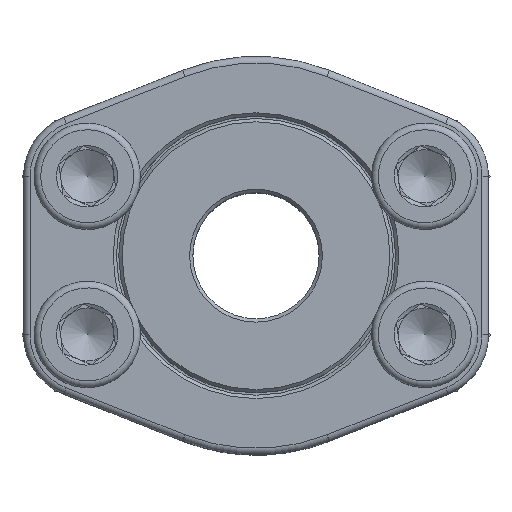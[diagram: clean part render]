
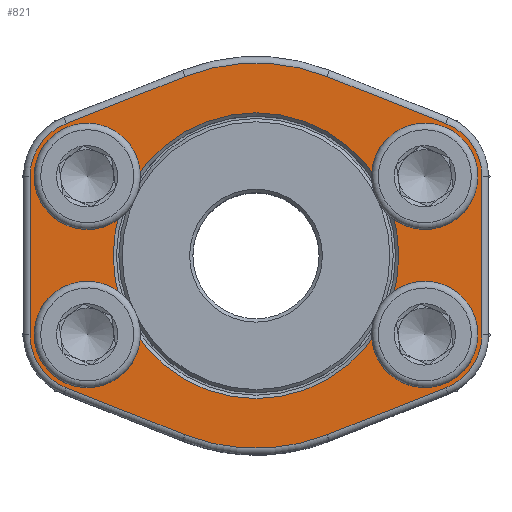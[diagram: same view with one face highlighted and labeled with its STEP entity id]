
A CAD part, top view. The second image highlights one B-rep face of the part: STEP entity #821.
In plain terms, the highlighted face is planar.
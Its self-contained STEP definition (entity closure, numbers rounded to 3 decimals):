
#428=LINE('',#3889,#488);
#429=LINE('',#3894,#489);
#430=LINE('',#3898,#490);
#431=LINE('',#3902,#491);
#432=LINE('',#3906,#492);
#433=LINE('',#3910,#493);
#488=VECTOR('',#3003,1.);
#489=VECTOR('',#3006,1.);
#490=VECTOR('',#3009,1.);
#491=VECTOR('',#3012,1.);
#492=VECTOR('',#3015,1.);
#493=VECTOR('',#3018,1.);
#685=FACE_BOUND('',#1121,.T.);
#686=FACE_BOUND('',#1122,.T.);
#687=FACE_BOUND('',#1123,.T.);
#688=FACE_BOUND('',#1124,.T.);
#689=FACE_BOUND('',#1125,.T.);
#690=FACE_BOUND('',#1126,.T.);
#821=ADVANCED_FACE('',(#685,#686,#687,#688,#689,#690),#935,.T.);
#935=PLANE('',#2526);
#1121=EDGE_LOOP('',(#1500,#1501,#1502,#1503,#1504,#1505,#1506,#1507,#1508,
#1509,#1510,#1511));
#1122=EDGE_LOOP('',(#1512));
#1123=EDGE_LOOP('',(#1513));
#1124=EDGE_LOOP('',(#1514));
#1125=EDGE_LOOP('',(#1515));
#1126=EDGE_LOOP('',(#1516));
#1500=ORIENTED_EDGE('',*,*,#2116,.T.);
#1501=ORIENTED_EDGE('',*,*,#2117,.T.);
#1502=ORIENTED_EDGE('',*,*,#2118,.T.);
#1503=ORIENTED_EDGE('',*,*,#2119,.T.);
#1504=ORIENTED_EDGE('',*,*,#2120,.T.);
#1505=ORIENTED_EDGE('',*,*,#2121,.T.);
#1506=ORIENTED_EDGE('',*,*,#2122,.T.);
#1507=ORIENTED_EDGE('',*,*,#2123,.T.);
#1508=ORIENTED_EDGE('',*,*,#2124,.T.);
#1509=ORIENTED_EDGE('',*,*,#2125,.T.);
#1510=ORIENTED_EDGE('',*,*,#2126,.T.);
#1511=ORIENTED_EDGE('',*,*,#2127,.T.);
#1512=ORIENTED_EDGE('',*,*,#2128,.T.);
#1513=ORIENTED_EDGE('',*,*,#2129,.T.);
#1514=ORIENTED_EDGE('',*,*,#2130,.T.);
#1515=ORIENTED_EDGE('',*,*,#2131,.T.);
#1516=ORIENTED_EDGE('',*,*,#2132,.T.);
#1898=VERTEX_POINT('',#3890);
#1899=VERTEX_POINT('',#3891);
#1900=VERTEX_POINT('',#3893);
#1901=VERTEX_POINT('',#3895);
#1902=VERTEX_POINT('',#3897);
#1903=VERTEX_POINT('',#3899);
#1904=VERTEX_POINT('',#3901);
#1905=VERTEX_POINT('',#3903);
#1906=VERTEX_POINT('',#3905);
#1907=VERTEX_POINT('',#3907);
#1908=VERTEX_POINT('',#3909);
#1909=VERTEX_POINT('',#3911);
#1910=VERTEX_POINT('',#3914);
#1911=VERTEX_POINT('',#3916);
#1912=VERTEX_POINT('',#3918);
#1913=VERTEX_POINT('',#3920);
#1914=VERTEX_POINT('',#3922);
#2116=EDGE_CURVE('',#1898,#1899,#428,.T.);
#2117=EDGE_CURVE('',#1899,#1900,#2294,.T.);
#2118=EDGE_CURVE('',#1900,#1901,#429,.T.);
#2119=EDGE_CURVE('',#1901,#1902,#2295,.T.);
#2120=EDGE_CURVE('',#1902,#1903,#430,.T.);
#2121=EDGE_CURVE('',#1903,#1904,#2296,.T.);
#2122=EDGE_CURVE('',#1904,#1905,#431,.T.);
#2123=EDGE_CURVE('',#1905,#1906,#2297,.T.);
#2124=EDGE_CURVE('',#1906,#1907,#432,.T.);
#2125=EDGE_CURVE('',#1907,#1908,#2298,.T.);
#2126=EDGE_CURVE('',#1908,#1909,#433,.T.);
#2127=EDGE_CURVE('',#1909,#1898,#2299,.T.);
#2128=EDGE_CURVE('',#1910,#1910,#2300,.T.);
#2129=EDGE_CURVE('',#1911,#1911,#2301,.T.);
#2130=EDGE_CURVE('',#1912,#1912,#2302,.T.);
#2131=EDGE_CURVE('',#1913,#1913,#2303,.T.);
#2132=EDGE_CURVE('',#1914,#1914,#2304,.T.);
#2294=CIRCLE('',#2515,8.6);
#2295=CIRCLE('',#2516,8.6);
#2296=CIRCLE('',#2517,29.);
#2297=CIRCLE('',#2518,8.6);
#2298=CIRCLE('',#2519,8.6);
#2299=CIRCLE('',#2520,29.);
#2300=CIRCLE('',#2521,21.5);
#2301=CIRCLE('',#2522,5.85);
#2302=CIRCLE('',#2523,5.85);
#2303=CIRCLE('',#2524,5.85);
#2304=CIRCLE('',#2525,5.85);
#2515=AXIS2_PLACEMENT_3D('',#3892,#3004,#3005);
#2516=AXIS2_PLACEMENT_3D('',#3896,#3007,#3008);
#2517=AXIS2_PLACEMENT_3D('',#3900,#3010,#3011);
#2518=AXIS2_PLACEMENT_3D('',#3904,#3013,#3014);
#2519=AXIS2_PLACEMENT_3D('',#3908,#3016,#3017);
#2520=AXIS2_PLACEMENT_3D('',#3912,#3019,#3020);
#2521=AXIS2_PLACEMENT_3D('',#3913,#3021,#3022);
#2522=AXIS2_PLACEMENT_3D('',#3915,#3023,#3024);
#2523=AXIS2_PLACEMENT_3D('',#3917,#3025,#3026);
#2524=AXIS2_PLACEMENT_3D('',#3919,#3027,#3028);
#2525=AXIS2_PLACEMENT_3D('',#3921,#3029,#3030);
#2526=AXIS2_PLACEMENT_3D('',#3923,#3031,#3032);
#3003=DIRECTION('',(-0.93,0.367,0.));
#3004=DIRECTION('',(0.,0.,-1.));
#3005=DIRECTION('',(-1.,0.,0.));
#3006=DIRECTION('',(0.,1.,0.));
#3007=DIRECTION('',(0.,0.,-1.));
#3008=DIRECTION('',(-1.,0.,0.));
#3009=DIRECTION('',(0.93,0.367,0.));
#3010=DIRECTION('',(0.,0.,-1.));
#3011=DIRECTION('',(-1.,0.,0.));
#3012=DIRECTION('',(0.93,-0.367,0.));
#3013=DIRECTION('',(0.,0.,-1.));
#3014=DIRECTION('',(-1.,0.,0.));
#3015=DIRECTION('',(0.,-1.,0.));
#3016=DIRECTION('',(0.,0.,-1.));
#3017=DIRECTION('',(-1.,0.,0.));
#3018=DIRECTION('',(-0.93,-0.367,0.));
#3019=DIRECTION('',(0.,0.,-1.));
#3020=DIRECTION('',(-1.,0.,0.));
#3021=DIRECTION('',(0.,0.,1.));
#3022=DIRECTION('',(-1.,0.,0.));
#3023=DIRECTION('',(0.,0.,1.));
#3024=DIRECTION('',(-1.,0.,0.));
#3025=DIRECTION('',(0.,0.,1.));
#3026=DIRECTION('',(-1.,0.,0.));
#3027=DIRECTION('',(0.,0.,1.));
#3028=DIRECTION('',(-1.,0.,0.));
#3029=DIRECTION('',(0.,0.,1.));
#3030=DIRECTION('',(-1.,0.,0.));
#3031=DIRECTION('',(0.,0.,-1.));
#3032=DIRECTION('',(-1.,0.,0.));
#3889=CARTESIAN_POINT('',(15.383,-37.258,0.));
#3890=CARTESIAN_POINT('',(-10.655,-26.972,0.));
#3891=CARTESIAN_POINT('',(-28.56,-19.898,0.));
#3892=CARTESIAN_POINT('',(-25.4,-11.9,0.));
#3893=CARTESIAN_POINT('',(-34.,-11.9,0.));
#3894=CARTESIAN_POINT('',(-34.,-11.9,0.));
#3895=CARTESIAN_POINT('',(-34.,11.9,0.));
#3896=CARTESIAN_POINT('',(-25.4,11.9,0.));
#3897=CARTESIAN_POINT('',(-28.56,19.898,0.));
#3898=CARTESIAN_POINT('',(7.25,34.045,0.));
#3899=CARTESIAN_POINT('',(-10.655,26.972,0.));
#3900=CARTESIAN_POINT('',(0.,0.,0.));
#3901=CARTESIAN_POINT('',(10.655,26.972,0.));
#3902=CARTESIAN_POINT('',(36.693,16.686,0.));
#3903=CARTESIAN_POINT('',(28.56,19.898,0.));
#3904=CARTESIAN_POINT('',(25.4,11.9,0.));
#3905=CARTESIAN_POINT('',(34.,11.9,0.));
#3906=CARTESIAN_POINT('',(34.,-11.9,0.));
#3907=CARTESIAN_POINT('',(34.,-11.9,0.));
#3908=CARTESIAN_POINT('',(25.4,-11.9,0.));
#3909=CARTESIAN_POINT('',(28.56,-19.898,0.));
#3910=CARTESIAN_POINT('',(28.56,-19.898,0.));
#3911=CARTESIAN_POINT('',(10.655,-26.972,0.));
#3912=CARTESIAN_POINT('',(0.,0.,0.));
#3913=CARTESIAN_POINT('',(0.,0.,0.));
#3914=CARTESIAN_POINT('',(-21.5,0.,0.));
#3915=CARTESIAN_POINT('',(-25.4,-11.9,0.));
#3916=CARTESIAN_POINT('',(-31.25,-11.9,0.));
#3917=CARTESIAN_POINT('',(-25.4,11.9,0.));
#3918=CARTESIAN_POINT('',(-31.25,11.9,0.));
#3919=CARTESIAN_POINT('',(25.4,-11.9,0.));
#3920=CARTESIAN_POINT('',(19.55,-11.9,0.));
#3921=CARTESIAN_POINT('',(25.4,11.9,0.));
#3922=CARTESIAN_POINT('',(19.55,11.9,0.));
#3923=CARTESIAN_POINT('',(25.4,-11.9,0.));
